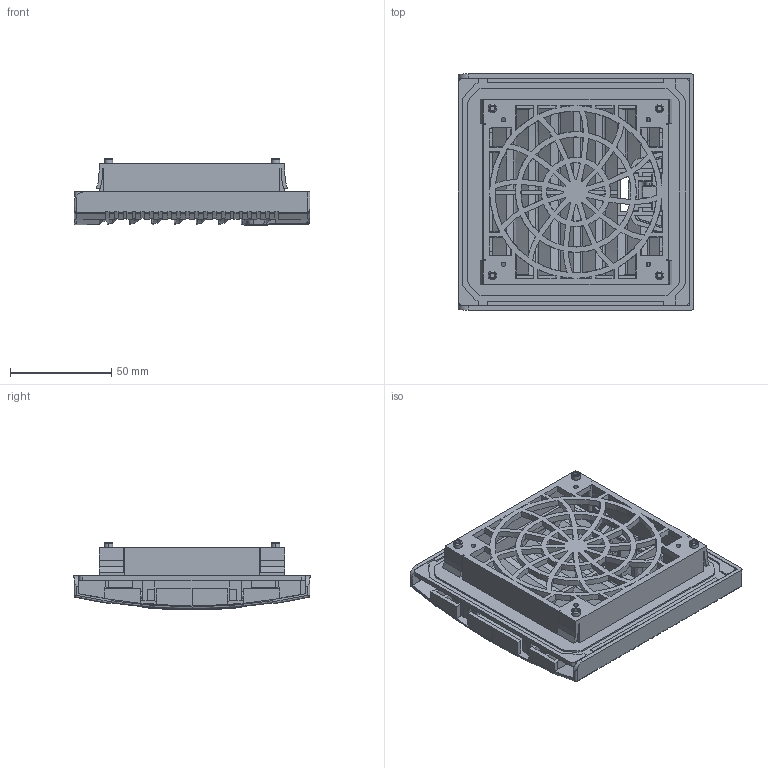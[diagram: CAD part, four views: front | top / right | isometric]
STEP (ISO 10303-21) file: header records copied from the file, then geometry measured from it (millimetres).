
FILE_DESCRIPTION(('FreeCAD Model'),'2;1');
FILE_NAME('LFGH8092.stp', '2019-11-15T15:45:33',('Author'),(''), 'Open CASCADE STEP processor 7.3','FreeCAD','Unknown');
FILE_SCHEMA(('AUTOMOTIVE_DESIGN { 1 0 10303 214 1 1 1 1 }'));
Length unit declared in the file: millimetre
Products named in the file (4): LFGH8092; Frame; Front; Latch
Assembly tree (3 placements, depth 2):
  LFGH8092
    Frame
    Front
    Latch
Bounding box: 116.43 x 116.5 x 33.05 mm (x, y, z)
Volume: 76640 mm3; surface area: 90941.3 mm2
Topology: 3 solids, 4 shells, 1281 faces, 3713 edges, 2432 vertices
Faces by surface type: plane 567, cylinder 328, bspline 246, cone 140
Entity records: 134232 total; most frequent: CARTESIAN_POINT 67512, DIRECTION 10202, ORIENTED_EDGE 7418, PCURVE 7418, DEFINITIONAL_REPRESENTATION 7418, LINE 6037, VECTOR 6037, EDGE_CURVE 3709
